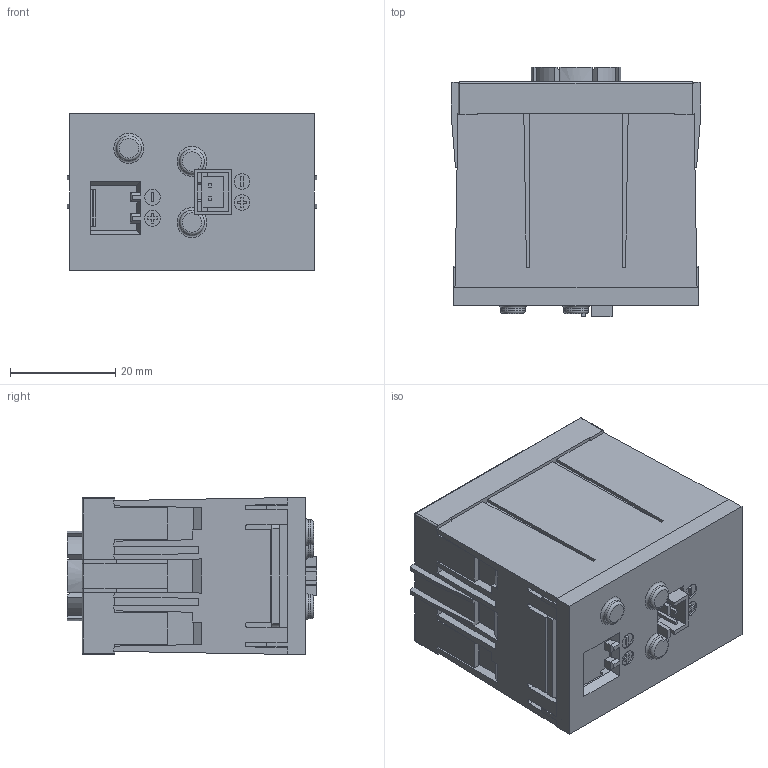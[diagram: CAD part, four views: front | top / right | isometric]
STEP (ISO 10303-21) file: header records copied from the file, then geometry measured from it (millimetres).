
FILE_DESCRIPTION(/* description */ (''),/* implementation_level */ '2;1');
FILE_NAME(/* name */ 'ASI_SAW16A.stp',/* time_stamp */ '2016-04-14T15:08:30+02:00',/* author */ ('mharscher'),/* organization */ (''),/* preprocessor_version */ 'ST-DEVELOPER v15.2',/* originating_system */ 'Autodesk Inventor 2014',/* authorisation */ '');
FILE_SCHEMA (('CONFIG_CONTROL_DESIGN'));
Length unit declared in the file: millimetre
Products named in the file (1): ASI_SAW16A
Bounding box: 47.4 x 47.4 x 29.95 mm (x, y, z)
Volume: 50081.7 mm3; surface area: 17946.4 mm2
Topology: 1 solids, 2 shells, 878 faces, 2517 edges, 1575 vertices
Faces by surface type: plane 556, cylinder 203, torus 45, sphere 42, bspline 20, cone 12
Full cylindrical faces by diameter (mm): 3 x4, 3.1 x3, 4.7 x1
Entity records: 29323 total; most frequent: CARTESIAN_POINT 6505, ORIENTED_EDGE 4932, DIRECTION 4577, EDGE_CURVE 2464, LINE 1821, VECTOR 1821, VERTEX_POINT 1573, AXIS2_PLACEMENT_3D 1378
